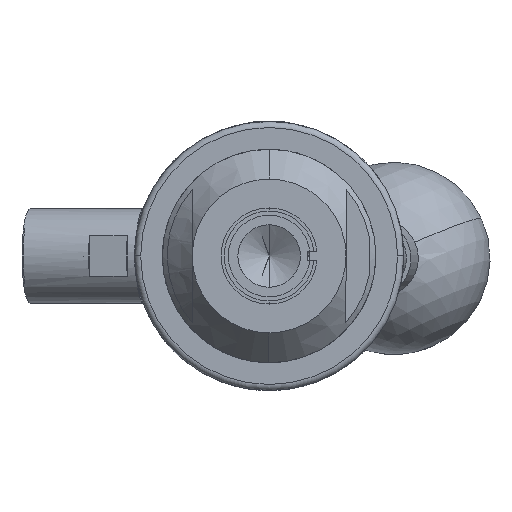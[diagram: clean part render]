
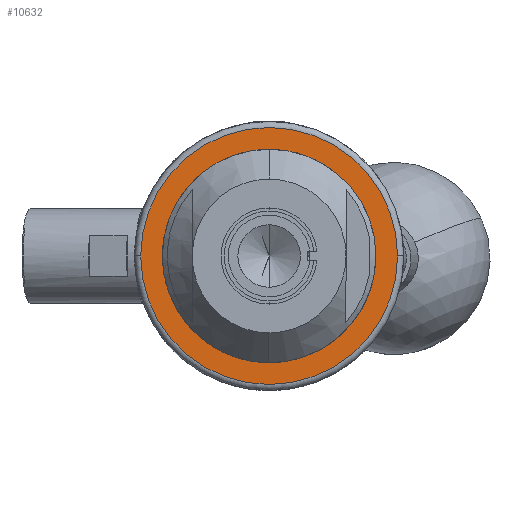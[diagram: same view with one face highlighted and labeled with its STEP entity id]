
A CAD part, left-side view. The second image highlights one B-rep face of the part: STEP entity #10632.
In plain terms, the highlighted planar face has unit normal (-1, 0, 0).
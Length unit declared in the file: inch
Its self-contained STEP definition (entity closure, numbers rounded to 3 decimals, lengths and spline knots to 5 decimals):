
#444 = DIRECTION ( 'NONE',  ( -1., 0., 0. ) ) ;
#1182 = DIRECTION ( 'NONE',  ( -1., 0., 0. ) ) ;
#1399 = ORIENTED_EDGE ( 'NONE', *, *, #2545, .F. ) ;
#1631 = ORIENTED_EDGE ( 'NONE', *, *, #6524, .T. ) ;
#1788 = DIRECTION ( 'NONE',  ( 0., -1., 0. ) ) ;
#2545 = EDGE_CURVE ( 'NONE', #9706, #4373, #2865, .T. ) ;
#2738 = CIRCLE ( 'NONE', #4499, 0.4375 ) ;
#2865 = CIRCLE ( 'NONE', #3111, 0.4375 ) ;
#3111 = AXIS2_PLACEMENT_3D ( 'NONE', #8158, #1182, #9342 ) ;
#3182 = ORIENTED_EDGE ( 'NONE', *, *, #7857, .F. ) ;
#3603 = CARTESIAN_POINT ( 'NONE',  ( -3.915, 0., 0. ) ) ;
#3630 = CARTESIAN_POINT ( 'NONE',  ( -3.915, 0., -0.4375 ) ) ;
#3818 = AXIS2_PLACEMENT_3D ( 'NONE', #5597, #444, #1788 ) ;
#4373 = VERTEX_POINT ( 'NONE', #3630 ) ;
#4499 = AXIS2_PLACEMENT_3D ( 'NONE', #3603, #9440, #8399 ) ;
#4729 = FACE_OUTER_BOUND ( 'NONE', #12612, .T. ) ;
#5597 = CARTESIAN_POINT ( 'NONE',  ( -3.915, 0., 0. ) ) ;
#6104 = CARTESIAN_POINT ( 'NONE',  ( -3.915, 0.835, 0. ) ) ;
#6524 = EDGE_CURVE ( 'NONE', #7913, #15610, #8092, .T. ) ;
#6751 = ORIENTED_EDGE ( 'NONE', *, *, #11261, .T. ) ;
#6849 = AXIS2_PLACEMENT_3D ( 'NONE', #13513, #12792, #10086 ) ;
#6909 = EDGE_LOOP ( 'NONE', ( #3182, #1399 ) ) ;
#7857 = EDGE_CURVE ( 'NONE', #4373, #9706, #2738, .T. ) ;
#7913 = VERTEX_POINT ( 'NONE', #6104 ) ;
#8092 = CIRCLE ( 'NONE', #3818, 0.835 ) ;
#8158 = CARTESIAN_POINT ( 'NONE',  ( -3.915, 0., 0. ) ) ;
#8399 = DIRECTION ( 'NONE',  ( 0., 0., -1. ) ) ;
#8643 = CARTESIAN_POINT ( 'NONE',  ( -3.915, 0., 0.4375 ) ) ;
#9342 = DIRECTION ( 'NONE',  ( 0., 0., -1. ) ) ;
#9440 = DIRECTION ( 'NONE',  ( -1., 0., 0. ) ) ;
#9705 = DIRECTION ( 'NONE',  ( 0., -1., 0. ) ) ;
#9706 = VERTEX_POINT ( 'NONE', #8643 ) ;
#10086 = DIRECTION ( 'NONE',  ( 0., -1., 0. ) ) ;
#10632 = ADVANCED_FACE ( 'NONE', ( #11995, #4729 ), #14028, .F. ) ;
#10954 = CARTESIAN_POINT ( 'NONE',  ( -3.915, -0.835, 0. ) ) ;
#11261 = EDGE_CURVE ( 'NONE', #15610, #7913, #11715, .T. ) ;
#11715 = CIRCLE ( 'NONE', #6849, 0.835 ) ;
#11995 = FACE_BOUND ( 'NONE', #6909, .T. ) ;
#12063 = DIRECTION ( 'NONE',  ( 1., 0., 0. ) ) ;
#12516 = CARTESIAN_POINT ( 'NONE',  ( -3.915, -0.875, 0. ) ) ;
#12612 = EDGE_LOOP ( 'NONE', ( #6751, #1631 ) ) ;
#12792 = DIRECTION ( 'NONE',  ( -1., 0., 0. ) ) ;
#13513 = CARTESIAN_POINT ( 'NONE',  ( -3.915, 0., 0. ) ) ;
#14028 = PLANE ( 'NONE',  #15627 ) ;
#15610 = VERTEX_POINT ( 'NONE', #10954 ) ;
#15627 = AXIS2_PLACEMENT_3D ( 'NONE', #12516, #12063, #9705 ) ;
